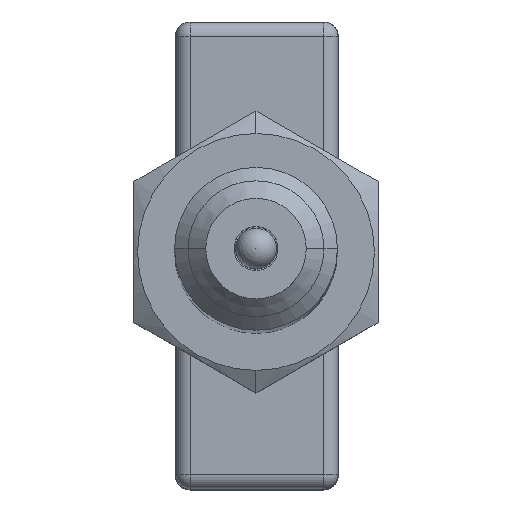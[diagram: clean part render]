
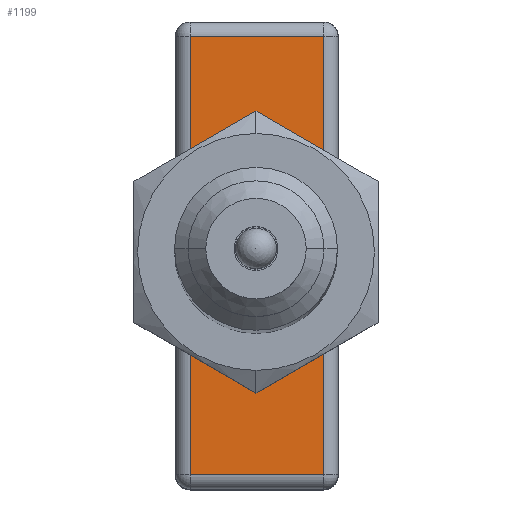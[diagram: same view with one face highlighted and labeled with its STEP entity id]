
A CAD part, top view. The second image highlights one B-rep face of the part: STEP entity #1199.
In plain terms, the highlighted planar face has unit normal (0, 0, 1).
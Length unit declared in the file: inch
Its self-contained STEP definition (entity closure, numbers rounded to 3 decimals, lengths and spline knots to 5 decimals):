
#716 = DIRECTION ( 'NONE',  ( 0., 0., 1. ) ) ;
#1025 = EDGE_LOOP ( 'NONE', ( #29055, #16308 ) ) ;
#1199 = ADVANCED_FACE ( 'NONE', ( #14038, #26673 ), #16141, .F. ) ;
#1287 = CIRCLE ( 'NONE', #32143, 0.154 ) ;
#1502 = CARTESIAN_POINT ( 'NONE',  ( 0., 0.154, -6. ) ) ;
#1847 = ORIENTED_EDGE ( 'NONE', *, *, #11620, .F. ) ;
#1976 = CARTESIAN_POINT ( 'NONE',  ( -0.2025, -0.6725, -6. ) ) ;
#3446 = VECTOR ( 'NONE', #27214, 39.37008 ) ;
#3743 = VECTOR ( 'NONE', #5220, 39.37008 ) ;
#4532 = EDGE_CURVE ( 'NONE', #4869, #31564, #1287, .T. ) ;
#4869 = VERTEX_POINT ( 'NONE', #8549 ) ;
#5220 = DIRECTION ( 'NONE',  ( 0., -1., 0. ) ) ;
#5251 = VERTEX_POINT ( 'NONE', #1976 ) ;
#5849 = DIRECTION ( 'NONE',  ( 0., 0., 1. ) ) ;
#5981 = ORIENTED_EDGE ( 'NONE', *, *, #33707, .F. ) ;
#6877 = VERTEX_POINT ( 'NONE', #25191 ) ;
#8549 = CARTESIAN_POINT ( 'NONE',  ( 0., -0.154, -6. ) ) ;
#9233 = ORIENTED_EDGE ( 'NONE', *, *, #10755, .F. ) ;
#9720 = EDGE_LOOP ( 'NONE', ( #1847, #5981, #15948, #9233 ) ) ;
#9897 = DIRECTION ( 'NONE',  ( 0., 0., -1. ) ) ;
#10230 = EDGE_CURVE ( 'NONE', #28324, #15080, #13167, .T. ) ;
#10755 = EDGE_CURVE ( 'NONE', #6877, #28324, #19313, .T. ) ;
#11098 = VECTOR ( 'NONE', #11826, 39.37008 ) ;
#11620 = EDGE_CURVE ( 'NONE', #5251, #6877, #20529, .T. ) ;
#11826 = DIRECTION ( 'NONE',  ( 1., 0., 0. ) ) ;
#11846 = DIRECTION ( 'NONE',  ( 0., 1., 0. ) ) ;
#13167 = LINE ( 'NONE', #33524, #3743 ) ;
#13244 = CARTESIAN_POINT ( 'NONE',  ( 0.2075, 0.6725, -6. ) ) ;
#14038 = FACE_OUTER_BOUND ( 'NONE', #9720, .T. ) ;
#15080 = VERTEX_POINT ( 'NONE', #20200 ) ;
#15422 = DIRECTION ( 'NONE',  ( 0., 1., 0. ) ) ;
#15948 = ORIENTED_EDGE ( 'NONE', *, *, #10230, .F. ) ;
#16141 = PLANE ( 'NONE',  #23955 ) ;
#16308 = ORIENTED_EDGE ( 'NONE', *, *, #4532, .F. ) ;
#17021 = CARTESIAN_POINT ( 'NONE',  ( -0.2025, 0.53812, -6. ) ) ;
#17936 = CARTESIAN_POINT ( 'NONE',  ( 0.0025, 0.35875, -6. ) ) ;
#18326 = AXIS2_PLACEMENT_3D ( 'NONE', #21747, #5849, #29411 ) ;
#18684 = DIRECTION ( 'NONE',  ( 0., 1., 0. ) ) ;
#18795 = CARTESIAN_POINT ( 'NONE',  ( 0.0025, -0.6725, -6. ) ) ;
#19313 = LINE ( 'NONE', #27503, #11098 ) ;
#20200 = CARTESIAN_POINT ( 'NONE',  ( 0.2075, -0.6725, -6. ) ) ;
#20529 = LINE ( 'NONE', #17021, #24170 ) ;
#21747 = CARTESIAN_POINT ( 'NONE',  ( 0., 0., -6. ) ) ;
#22153 = EDGE_CURVE ( 'NONE', #31564, #4869, #32897, .T. ) ;
#23955 = AXIS2_PLACEMENT_3D ( 'NONE', #17936, #9897, #15422 ) ;
#24170 = VECTOR ( 'NONE', #11846, 39.37008 ) ;
#25191 = CARTESIAN_POINT ( 'NONE',  ( -0.2025, 0.6725, -6. ) ) ;
#26673 = FACE_BOUND ( 'NONE', #1025, .T. ) ;
#26759 = LINE ( 'NONE', #18795, #3446 ) ;
#27214 = DIRECTION ( 'NONE',  ( -1., 0., 0. ) ) ;
#27503 = CARTESIAN_POINT ( 'NONE',  ( 0.0025, 0.6725, -6. ) ) ;
#28324 = VERTEX_POINT ( 'NONE', #13244 ) ;
#29055 = ORIENTED_EDGE ( 'NONE', *, *, #22153, .F. ) ;
#29411 = DIRECTION ( 'NONE',  ( 0., 1., 0. ) ) ;
#31564 = VERTEX_POINT ( 'NONE', #1502 ) ;
#31612 = CARTESIAN_POINT ( 'NONE',  ( 0., 0., -6. ) ) ;
#32143 = AXIS2_PLACEMENT_3D ( 'NONE', #31612, #716, #18684 ) ;
#32897 = CIRCLE ( 'NONE', #18326, 0.154 ) ;
#33524 = CARTESIAN_POINT ( 'NONE',  ( 0.2075, 0.35875, -6. ) ) ;
#33707 = EDGE_CURVE ( 'NONE', #15080, #5251, #26759, .T. ) ;
